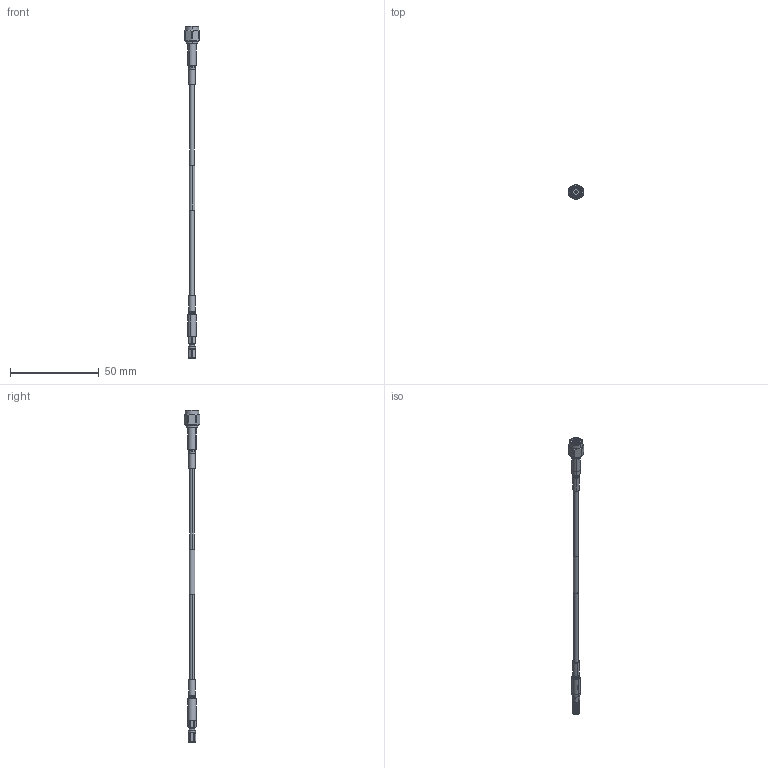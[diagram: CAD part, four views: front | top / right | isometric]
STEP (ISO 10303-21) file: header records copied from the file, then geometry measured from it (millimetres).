
FILE_DESCRIPTION (( 'STEP AP214' ), '1' );
FILE_NAME ('FMC00167_3D.step', '2024-01-26T20:44:12', ( '' ), ( '' ), 'SwSTEP 2.0', 'SolidWorks 2022', '' );
FILE_SCHEMA (( 'AUTOMOTIVE_DESIGN' ));
Length unit declared in the file: inch
Products named in the file (9): SC7059-MA2; RG316_NO LABEL; HeatShrink-RG316-DS; SC7059; FMC00167_3D; SC7059-MA3; SC7059-MA1; 1AW01-003_.126 ID; PE45209 ¦ SC8860
Assembly tree (9 placements, depth 3):
  FMC00167_3D
    1AW01-003_.126 ID
    RG316_NO LABEL
    HeatShrink-RG316-DS  x2
    SC7059
      SC7059-MA1
      SC7059-MA2
      SC7059-MA3
    PE45209 ¦ SC8860
Bounding box: 8 x 8.86 x 187.46 mm (x, y, z)
Volume: 1659.6 mm3; surface area: 4530.2 mm2
Topology: 10 solids, 10 shells, 317 faces, 726 edges, 447 vertices
Faces by surface type: cylinder 135, cone 82, plane 72, torus 18, bspline 10
Entity records: 12722 total; most frequent: CARTESIAN_POINT 5352, DIRECTION 1450, ORIENTED_EDGE 1364, EDGE_CURVE 682, AXIS2_PLACEMENT_3D 607, VERTEX_POINT 423, EDGE_LOOP 329, CIRCLE 309
